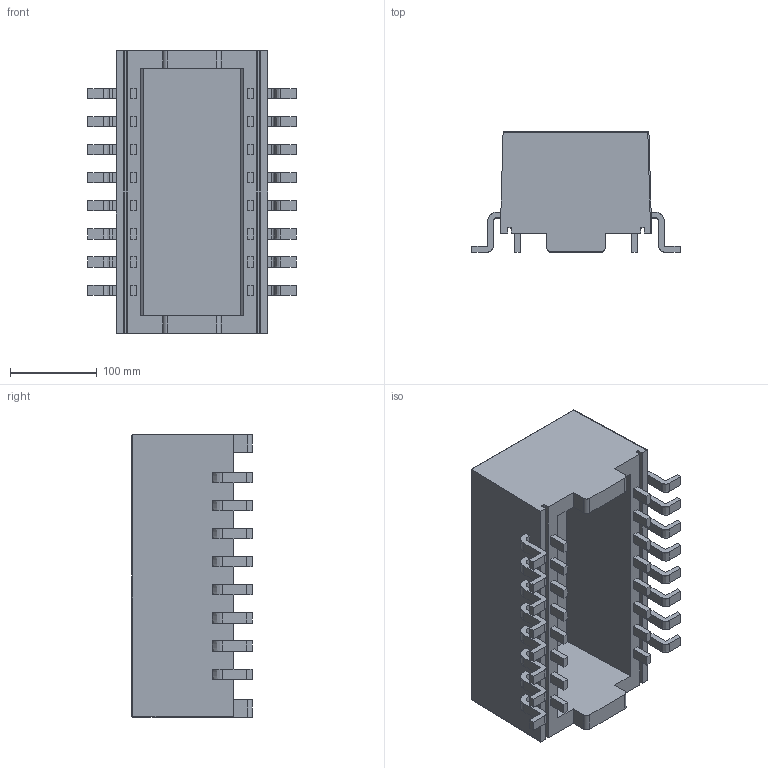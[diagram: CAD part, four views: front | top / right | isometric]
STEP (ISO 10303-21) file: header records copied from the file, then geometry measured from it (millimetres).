
FILE_DESCRIPTION((''),'2;1');
FILE_NAME('SM13072','2016-09-12T',('paddyz'),(''),'PRO/ENGINEER BY PARAMETRIC TECHNOLOGY CORPORATION, 2010280','PRO/ENGINEER BY PARAMETRIC TECHNOLOGY CORPORATION, 2010280','');
FILE_SCHEMA(('CONFIG_CONTROL_DESIGN'));
Length unit declared in the file: inch
Products named in the file (1): SM13072
Bounding box: 239.8 x 138.43 x 325.12 mm (x, y, z)
Volume: 3302714.3 mm3; surface area: 372999.5 mm2
Topology: 1 solids, 1 shells, 332 faces, 884 edges, 586 vertices
Faces by surface type: plane 250, extrusion 52, bspline 16, cylinder 11, sphere 3
Entity records: 11966 total; most frequent: CARTESIAN_POINT 3939, ORIENTED_EDGE 1768, DIRECTION 1349, EDGE_CURVE 884, VECTOR 779, LINE 727, VERTEX_POINT 586, EDGE_LOOP 364
